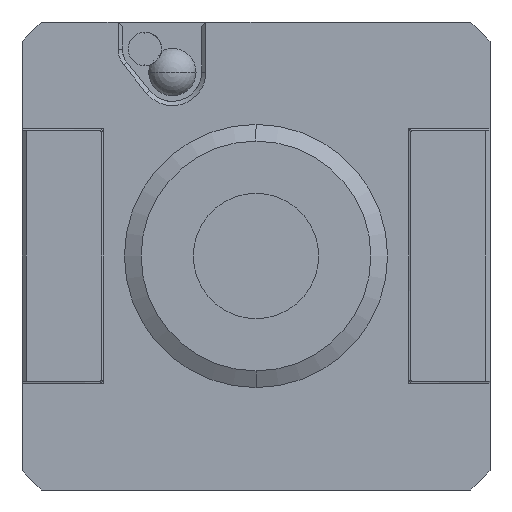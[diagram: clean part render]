
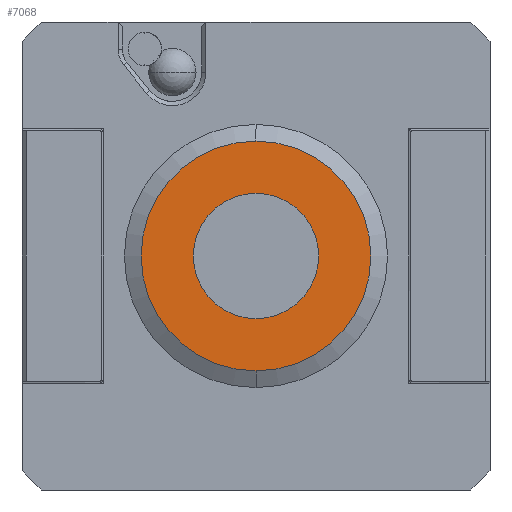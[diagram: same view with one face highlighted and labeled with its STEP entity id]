
A CAD part, left-side view. The second image highlights one B-rep face of the part: STEP entity #7068.
In plain terms, the highlighted planar face has unit normal (-1, 0, 0).
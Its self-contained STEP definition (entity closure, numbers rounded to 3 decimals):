
#2172=CARTESIAN_POINT('',(-91.66,0.,0.));
#2173=DIRECTION('',(-1.,0.,0.));
#2174=DIRECTION('',(0.,0.,-1.));
#2175=AXIS2_PLACEMENT_3D('',#2172,#2173,#2174);
#2186=CARTESIAN_POINT('',(-91.66,0.,0.));
#2187=DIRECTION('',(1.,0.,0.));
#2188=DIRECTION('',(0.,0.,-1.));
#2189=AXIS2_PLACEMENT_3D('',#2186,#2187,#2188);
#2195=CARTESIAN_POINT('',(-91.66,0.,0.));
#2196=DIRECTION('',(1.,0.,0.));
#2197=DIRECTION('',(0.,0.,-1.));
#2198=AXIS2_PLACEMENT_3D('',#2195,#2196,#2197);
#2200=CARTESIAN_POINT('',(-91.66,0.,0.));
#2201=DIRECTION('',(-1.,0.,0.));
#2202=DIRECTION('',(0.,0.,-1.));
#2203=AXIS2_PLACEMENT_3D('',#2200,#2201,#2202);
#3756=CARTESIAN_POINT('',(-91.66,0.,-15.));
#3757=CARTESIAN_POINT('',(-91.66,0.,15.));
#3758=VERTEX_POINT('',#3756);
#3759=VERTEX_POINT('',#3757);
#3772=CARTESIAN_POINT('',(-91.66,0.,-27.5));
#3773=CARTESIAN_POINT('',(-91.66,0.,27.5));
#3774=VERTEX_POINT('',#3772);
#3775=VERTEX_POINT('',#3773);
#7053=CARTESIAN_POINT('',(-91.66,0.,0.));
#7054=DIRECTION('',(-1.,0.,0.));
#7055=DIRECTION('',(0.,0.,1.));
#7056=AXIS2_PLACEMENT_3D('',#7053,#7054,#7055);
#7057=PLANE('',#7056);
#7058=ORIENTED_EDGE('',*,*,#7033,.F.);
#7059=ORIENTED_EDGE('',*,*,#7047,.T.);
#7060=EDGE_LOOP('',(#7058,#7059));
#7061=FACE_OUTER_BOUND('',#7060,.F.);
#7063=ORIENTED_EDGE('',*,*,#7062,.F.);
#7065=ORIENTED_EDGE('',*,*,#7064,.T.);
#7066=EDGE_LOOP('',(#7063,#7065));
#7067=FACE_BOUND('',#7066,.F.);
#7068=ADVANCED_FACE('',(#7061,#7067),#7057,.T.);
#2176=CIRCLE('',#2175,27.5);
#2190=CIRCLE('',#2189,27.5);
#2199=CIRCLE('',#2198,15.);
#2204=CIRCLE('',#2203,15.);
#7033=EDGE_CURVE('',#3774,#3775,#2176,.T.);
#7047=EDGE_CURVE('',#3774,#3775,#2190,.T.);
#7062=EDGE_CURVE('',#3758,#3759,#2199,.T.);
#7064=EDGE_CURVE('',#3758,#3759,#2204,.T.);
